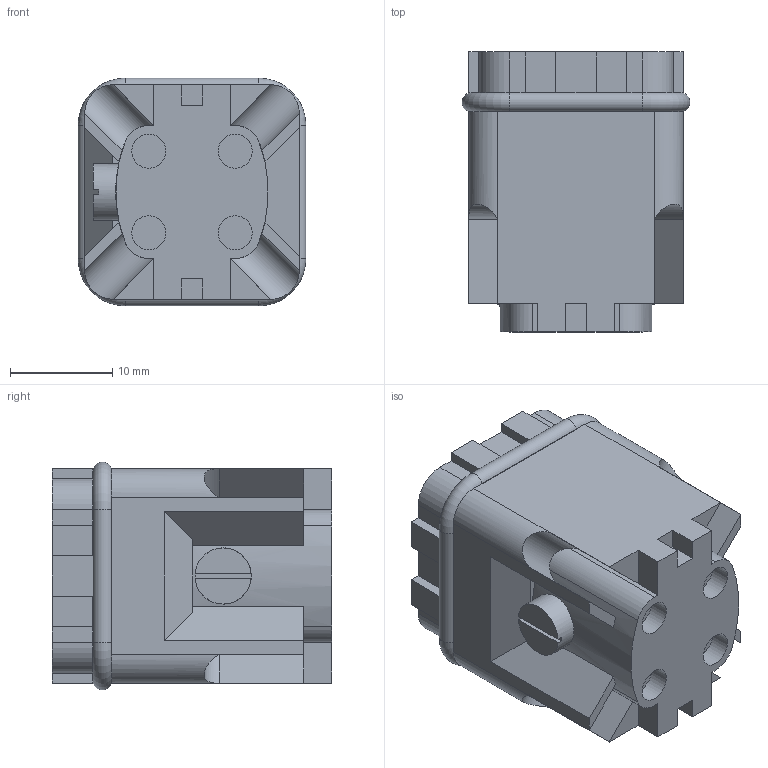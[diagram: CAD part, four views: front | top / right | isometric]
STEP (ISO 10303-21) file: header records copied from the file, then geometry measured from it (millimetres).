
FILE_DESCRIPTION (( 'STEP AP214' ), '1' );
FILE_NAME ('ZP-3A-3-MS-INSERT.STEP', '2011-11-18T20:23:20', ( '.ADC' ), ( 'ADC' ), 'SwSTEP 2.0', 'SolidWorks 2011', '' );
FILE_SCHEMA (( 'AUTOMOTIVE_DESIGN' ));
Length unit declared in the file: millimetre
Products named in the file (1): ZP-3A-3-MS-INSERT
Bounding box: 22.31 x 27.4 x 22.31 mm (x, y, z)
Volume: 7170.4 mm3; surface area: 4740.7 mm2
Topology: 1 solids, 2 shells, 170 faces, 472 edges, 308 vertices
Faces by surface type: plane 118, cylinder 44, torus 8
Full cylindrical faces by diameter (mm): 1.6 x4, 3.35 x4, 5.5 x1
Entity records: 5697 total; most frequent: CARTESIAN_POINT 1175, ORIENTED_EDGE 924, DIRECTION 889, EDGE_CURVE 462, VECTOR 343, LINE 343, VERTEX_POINT 307, AXIS2_PLACEMENT_3D 273
